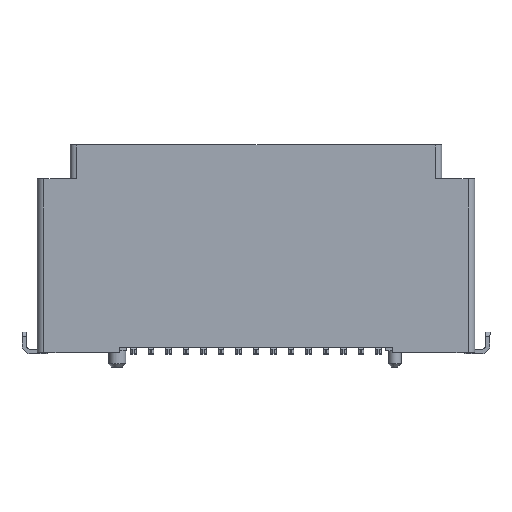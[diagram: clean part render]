
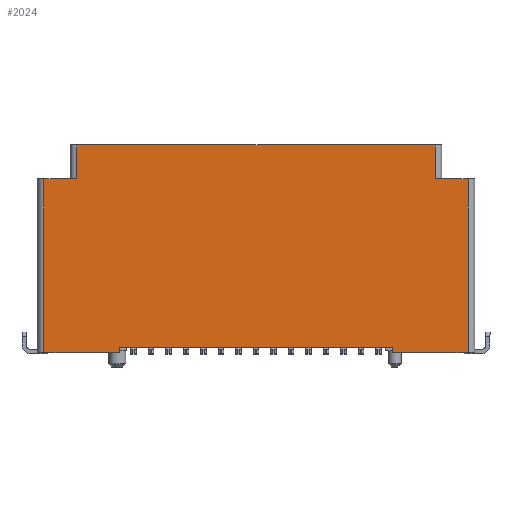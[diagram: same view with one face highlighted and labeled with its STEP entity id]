
A CAD part, top view. The second image highlights one B-rep face of the part: STEP entity #2024.
In plain terms, the highlighted planar face has unit normal (0, 0, 1).
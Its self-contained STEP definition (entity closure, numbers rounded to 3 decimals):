
#109=CARTESIAN_POINT('',(3.77,0.65,0.));
#110=VERTEX_POINT('',#109);
#117=CARTESIAN_POINT('',(0.3,0.65,0.));
#118=VERTEX_POINT('',#117);
#119=CARTESIAN_POINT('',(3.77,0.65,0.));
#120=DIRECTION('',(-1.,0.,0.));
#121=VECTOR('',#120,3.47);
#122=LINE('',#119,#121);
#123=EDGE_CURVE('',#110,#118,#122,.T.);
#596=CARTESIAN_POINT('',(3.77,0.9,0.));
#597=VERTEX_POINT('',#596);
#604=CARTESIAN_POINT('',(3.77,0.9,0.));
#605=DIRECTION('',(0.,-1.,0.));
#606=VECTOR('',#605,0.25);
#607=LINE('',#604,#606);
#608=EDGE_CURVE('',#597,#110,#607,.T.);
#634=CARTESIAN_POINT('',(0.3,8.6,0.));
#635=VERTEX_POINT('',#634);
#636=CARTESIAN_POINT('',(0.3,0.65,0.));
#637=DIRECTION('',(0.,1.,0.));
#638=VECTOR('',#637,7.95);
#639=LINE('',#636,#638);
#640=EDGE_CURVE('',#118,#635,#639,.T.);
#710=CARTESIAN_POINT('',(1.8,8.6,0.));
#711=VERTEX_POINT('',#710);
#712=CARTESIAN_POINT('',(0.3,8.6,0.));
#713=DIRECTION('',(1.,0.,0.));
#714=VECTOR('',#713,1.5);
#715=LINE('',#712,#714);
#716=EDGE_CURVE('',#635,#711,#715,.T.);
#1256=CARTESIAN_POINT('',(1.8,10.15,0.));
#1257=VERTEX_POINT('',#1256);
#1258=CARTESIAN_POINT('',(1.8,8.6,0.));
#1259=DIRECTION('',(0.,1.,0.));
#1260=VECTOR('',#1259,1.55);
#1261=LINE('',#1258,#1260);
#1262=EDGE_CURVE('',#711,#1257,#1261,.T.);
#1958=CARTESIAN_POINT('',(10.,5.4,0.));
#1959=DIRECTION('',(1.,0.,0.));
#1960=DIRECTION('',(0.,0.,1.));
#1961=AXIS2_PLACEMENT_3D('',#1958,#1960,#1959);
#1962=PLANE('',#1961);
#1963=ORIENTED_EDGE('',*,*,#1262,.F.);
#1964=ORIENTED_EDGE('',*,*,#716,.F.);
#1965=ORIENTED_EDGE('',*,*,#640,.F.);
#1966=ORIENTED_EDGE('',*,*,#123,.F.);
#1967=ORIENTED_EDGE('',*,*,#608,.F.);
#1968=CARTESIAN_POINT('',(16.23,0.9,0.));
#1969=VERTEX_POINT('',#1968);
#1970=CARTESIAN_POINT('',(3.77,0.9,0.));
#1971=DIRECTION('',(1.,0.,0.));
#1972=VECTOR('',#1971,12.46);
#1973=LINE('',#1970,#1972);
#1974=EDGE_CURVE('',#597,#1969,#1973,.T.);
#1975=ORIENTED_EDGE('',*,*,#1974,.T.);
#1976=CARTESIAN_POINT('',(16.23,0.65,0.));
#1977=VERTEX_POINT('',#1976);
#1978=CARTESIAN_POINT('',(16.23,0.9,0.));
#1979=DIRECTION('',(0.,-1.,0.));
#1980=VECTOR('',#1979,0.25);
#1981=LINE('',#1978,#1980);
#1982=EDGE_CURVE('',#1969,#1977,#1981,.T.);
#1983=ORIENTED_EDGE('',*,*,#1982,.T.);
#1984=CARTESIAN_POINT('',(19.7,0.65,0.));
#1985=VERTEX_POINT('',#1984);
#1986=CARTESIAN_POINT('',(16.23,0.65,0.));
#1987=DIRECTION('',(1.,0.,0.));
#1988=VECTOR('',#1987,3.47);
#1989=LINE('',#1986,#1988);
#1990=EDGE_CURVE('',#1977,#1985,#1989,.T.);
#1991=ORIENTED_EDGE('',*,*,#1990,.T.);
#1992=CARTESIAN_POINT('',(19.7,8.6,0.));
#1993=VERTEX_POINT('',#1992);
#1994=CARTESIAN_POINT('',(19.7,0.65,0.));
#1995=DIRECTION('',(0.,1.,0.));
#1996=VECTOR('',#1995,7.95);
#1997=LINE('',#1994,#1996);
#1998=EDGE_CURVE('',#1985,#1993,#1997,.T.);
#1999=ORIENTED_EDGE('',*,*,#1998,.T.);
#2000=CARTESIAN_POINT('',(18.2,8.6,0.));
#2001=VERTEX_POINT('',#2000);
#2002=CARTESIAN_POINT('',(19.7,8.6,0.));
#2003=DIRECTION('',(-1.,0.,0.));
#2004=VECTOR('',#2003,1.5);
#2005=LINE('',#2002,#2004);
#2006=EDGE_CURVE('',#1993,#2001,#2005,.T.);
#2007=ORIENTED_EDGE('',*,*,#2006,.T.);
#2008=CARTESIAN_POINT('',(18.2,10.15,0.));
#2009=VERTEX_POINT('',#2008);
#2010=CARTESIAN_POINT('',(18.2,8.6,0.));
#2011=DIRECTION('',(0.,1.,0.));
#2012=VECTOR('',#2011,1.55);
#2013=LINE('',#2010,#2012);
#2014=EDGE_CURVE('',#2001,#2009,#2013,.T.);
#2015=ORIENTED_EDGE('',*,*,#2014,.T.);
#2016=CARTESIAN_POINT('',(18.2,10.15,0.));
#2017=DIRECTION('',(-1.,0.,0.));
#2018=VECTOR('',#2017,16.4);
#2019=LINE('',#2016,#2018);
#2020=EDGE_CURVE('',#2009,#1257,#2019,.T.);
#2021=ORIENTED_EDGE('',*,*,#2020,.T.);
#2022=EDGE_LOOP('',(#1963,#1964,#1965,#1966,#1967,#1975,#1983,#1991,#1999,#2007,#2015,#2021));
#2023=FACE_OUTER_BOUND('',#2022,.T.);
#2024=ADVANCED_FACE('',(#2023),#1962,.T.);
